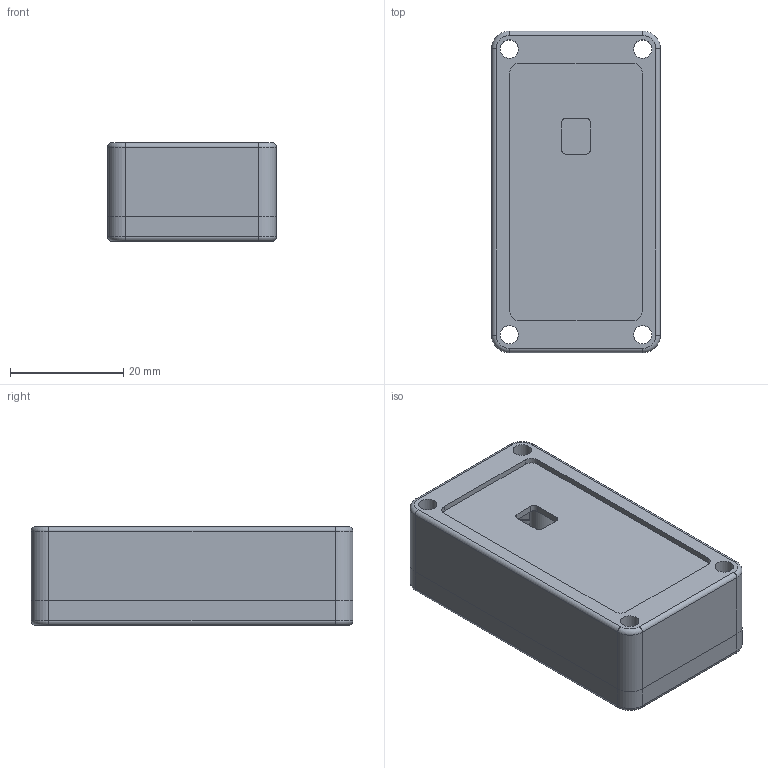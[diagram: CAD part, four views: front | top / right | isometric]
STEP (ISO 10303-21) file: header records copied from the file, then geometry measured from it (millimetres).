
FILE_DESCRIPTION(/* description */ (''),/* implementation_level */ '2;1');
FILE_NAME(/* name */ 'S2 Enclosure Assembly v1.step',/* time_stamp */ '2020-07-29T11:11:59-04:00',/* author */ (''),/* organization */ (''),/* preprocessor_version */ 'ST-DEVELOPER v18.1',/* originating_system */ 'Autodesk Translation Framework v9.3.0.1241',/* authorisation */ '');
FILE_SCHEMA (('AUTOMOTIVE_DESIGN { 1 0 10303 214 3 1 1 }'));
Length unit declared in the file: millimetre
Products named in the file (3): S2 Enclosure Assembly; S2 Enclosure Bottom Model (S2-BOT).f3d; S2 Enclosure Top Model (S2-TOP)
Assembly tree (2 placements, depth 2):
  S2 Enclosure Assembly
    S2 Enclosure Bottom Model (S2-BOT).f3d
    S2 Enclosure Top Model (S2-TOP)
Bounding box: 29.84 x 56.89 x 17.49 mm (x, y, z)
Volume: 12848.7 mm3; surface area: 13307.1 mm2
Topology: 2 solids, 2 shells, 214 faces, 582 edges, 378 vertices
Faces by surface type: plane 114, cylinder 88, torus 8, cone 4
Full cylindrical faces by diameter (mm): 2.261 x4, 2.946 x4, 3.264 x8
Entity records: 6900 total; most frequent: DIRECTION 1210, CARTESIAN_POINT 1179, ORIENTED_EDGE 1164, EDGE_CURVE 582, AXIS2_PLACEMENT_3D 409, LINE 392, VECTOR 392, VERTEX_POINT 378
